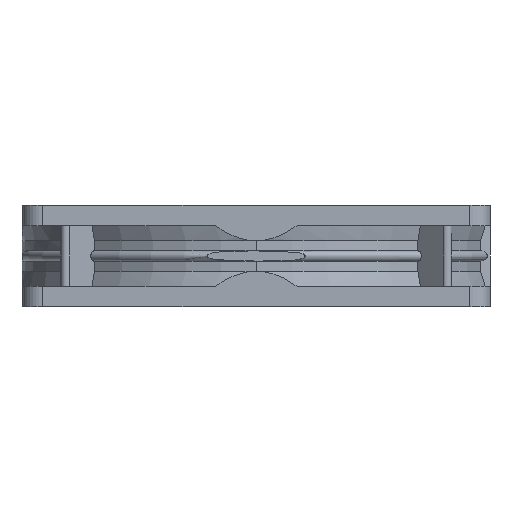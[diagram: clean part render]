
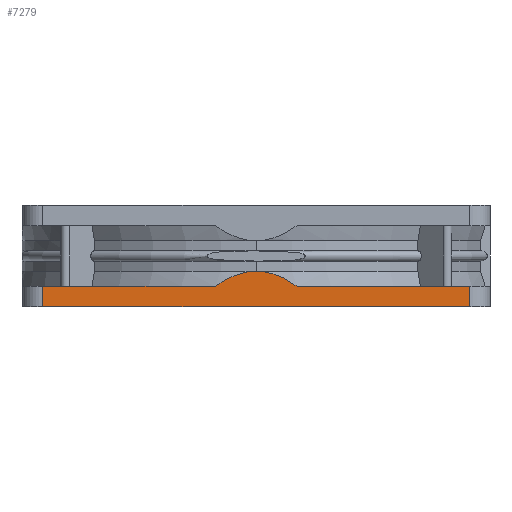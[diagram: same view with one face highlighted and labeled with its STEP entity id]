
A CAD part, front view. The second image highlights one B-rep face of the part: STEP entity #7279.
In plain terms, the highlighted planar face has unit normal (0, -1, 0).
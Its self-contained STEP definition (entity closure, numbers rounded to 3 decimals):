
#113 = CARTESIAN_POINT ( 'NONE',  ( -42., -46., 0. ) ) ;
#231 = ORIENTED_EDGE ( 'NONE', *, *, #4795, .F. ) ;
#317 = EDGE_CURVE ( 'NONE', #10057, #3967, #2474, .T. ) ;
#393 = EDGE_CURVE ( 'NONE', #9870, #468, #8473, .T. ) ;
#468 = VERTEX_POINT ( 'NONE', #2711 ) ;
#537 = CARTESIAN_POINT ( 'NONE',  ( 4.45, -46., 6.082 ) ) ;
#545 = CARTESIAN_POINT ( 'NONE',  ( 0., -46., 7. ) ) ;
#572 = CARTESIAN_POINT ( 'NONE',  ( 6.089, -46., 5.281 ) ) ;
#580 = CARTESIAN_POINT ( 'NONE',  ( -3.769, -46., 6.339 ) ) ;
#678 = LINE ( 'NONE', #2212, #3603 ) ;
#702 = CARTESIAN_POINT ( 'NONE',  ( -1.604, -46., 6.914 ) ) ;
#856 = CARTESIAN_POINT ( 'NONE',  ( 42., -46., 0. ) ) ;
#968 = CARTESIAN_POINT ( 'NONE',  ( 8.055, -46., 4. ) ) ;
#1272 = DIRECTION ( 'NONE',  ( 0., -1., 0. ) ) ;
#1303 = LINE ( 'NONE', #4256, #5406 ) ;
#1483 = CARTESIAN_POINT ( 'NONE',  ( 7.159, -46., 4.637 ) ) ;
#1566 = CARTESIAN_POINT ( 'NONE',  ( 5.954, -46., 5.356 ) ) ;
#1675 = DIRECTION ( 'NONE',  ( 0., 0., 1. ) ) ;
#1865 = ORIENTED_EDGE ( 'NONE', *, *, #393, .T. ) ;
#2212 = CARTESIAN_POINT ( 'NONE',  ( -42., -46., 0. ) ) ;
#2396 = CARTESIAN_POINT ( 'NONE',  ( 3.869, -46., 6.304 ) ) ;
#2474 = LINE ( 'NONE', #4793, #11354 ) ;
#2526 = EDGE_CURVE ( 'NONE', #10057, #7112, #2593, .T. ) ;
#2593 = LINE ( 'NONE', #7882, #5755 ) ;
#2600 = CARTESIAN_POINT ( 'NONE',  ( -6.647, -46., 5.041 ) ) ;
#2640 = CARTESIAN_POINT ( 'NONE',  ( -3.827, -46., 6.319 ) ) ;
#2711 = CARTESIAN_POINT ( 'NONE',  ( 0., -46., 7. ) ) ;
#2990 = B_SPLINE_CURVE_WITH_KNOTS ( 'NONE', 3,
 ( #545, #3625, #702, #7356, #6384, #9300, #12252, #580, #3553, #2640, #9370, #2600, #4533 ),
 .UNSPECIFIED., .F., .F.,
 ( 4, 1, 1, 1, 1, 1, 2, 2, 4 ),
 ( 0., 0.25, 0.375, 0.438, 0.469, 0.484, 0.492, 0.5, 1. ),
 .UNSPECIFIED. ) ;
#3509 = CARTESIAN_POINT ( 'NONE',  ( 5.567, -46., 5.567 ) ) ;
#3553 = CARTESIAN_POINT ( 'NONE',  ( -3.809, -46., 6.325 ) ) ;
#3603 = VECTOR ( 'NONE', #7934, 1000. ) ;
#3625 = CARTESIAN_POINT ( 'NONE',  ( -0.641, -46., 7. ) ) ;
#3900 = CARTESIAN_POINT ( 'NONE',  ( -42., -46., 4. ) ) ;
#3967 = VERTEX_POINT ( 'NONE', #10925 ) ;
#4256 = CARTESIAN_POINT ( 'NONE',  ( -42., -46., 4. ) ) ;
#4533 = CARTESIAN_POINT ( 'NONE',  ( -8.055, -46., 4. ) ) ;
#4725 = ORIENTED_EDGE ( 'NONE', *, *, #4911, .F. ) ;
#4793 = CARTESIAN_POINT ( 'NONE',  ( 42., -46., 0. ) ) ;
#4795 = EDGE_CURVE ( 'NONE', #7112, #9721, #678, .T. ) ;
#4911 = EDGE_CURVE ( 'NONE', #9721, #8737, #1303, .T. ) ;
#5221 = EDGE_CURVE ( 'NONE', #9870, #3967, #12483, .T. ) ;
#5241 = ORIENTED_EDGE ( 'NONE', *, *, #2526, .F. ) ;
#5302 = CARTESIAN_POINT ( 'NONE',  ( 6.222, -46., 5.205 ) ) ;
#5391 = ORIENTED_EDGE ( 'NONE', *, *, #11820, .T. ) ;
#5406 = VECTOR ( 'NONE', #10978, 1000. ) ;
#5755 = VECTOR ( 'NONE', #9609, 1000. ) ;
#5968 = DIRECTION ( 'NONE',  ( 0., 0., -1. ) ) ;
#6129 = ORIENTED_EDGE ( 'NONE', *, *, #5221, .F. ) ;
#6384 = CARTESIAN_POINT ( 'NONE',  ( -3.288, -46., 6.499 ) ) ;
#6777 = AXIS2_PLACEMENT_3D ( 'NONE', #7951, #1272, #5968 ) ;
#6882 = EDGE_LOOP ( 'NONE', ( #231, #5241, #10936, #6129, #1865, #5391, #4725 ) ) ;
#7112 = VERTEX_POINT ( 'NONE', #113 ) ;
#7184 = CARTESIAN_POINT ( 'NONE',  ( 3.935, -46., 6.28 ) ) ;
#7224 = CARTESIAN_POINT ( 'NONE',  ( 6.534, -46., 5.024 ) ) ;
#7279 = ADVANCED_FACE ( 'NONE', ( #8505 ), #9792, .T. ) ;
#7356 = CARTESIAN_POINT ( 'NONE',  ( -2.726, -46., 6.663 ) ) ;
#7804 = VECTOR ( 'NONE', #12555, 1000. ) ;
#7882 = CARTESIAN_POINT ( 'NONE',  ( 42., -46., 0. ) ) ;
#7934 = DIRECTION ( 'NONE',  ( 0., 0., 1. ) ) ;
#7951 = CARTESIAN_POINT ( 'NONE',  ( -46., -46., 0. ) ) ;
#8251 = CARTESIAN_POINT ( 'NONE',  ( 4.15, -46., 6.2 ) ) ;
#8294 = CARTESIAN_POINT ( 'NONE',  ( 8.055, -46., 4. ) ) ;
#8473 = B_SPLINE_CURVE_WITH_KNOTS ( 'NONE', 3,
 ( #8294, #9291, #1483, #7224, #5302, #572, #10138, #1566, #3509, #12078, #537, #8251, #10233, #7184, #10268, #2396, #11111, #11231, #12043 ),
 .UNSPECIFIED., .F., .F.,
 ( 4, 1, 1, 1, 2, 2, 1, 1, 1, 1, 2, 2, 4 ),
 ( 0., 0.125, 0.188, 0.219, 0.234, 0.25, 0.375, 0.438, 0.469, 0.484, 0.492, 0.5, 1. ),
 .UNSPECIFIED. ) ;
#8505 = FACE_OUTER_BOUND ( 'NONE', #6882, .T. ) ;
#8737 = VERTEX_POINT ( 'NONE', #9306 ) ;
#9291 = CARTESIAN_POINT ( 'NONE',  ( 7.696, -46., 4.265 ) ) ;
#9300 = CARTESIAN_POINT ( 'NONE',  ( -3.568, -46., 6.408 ) ) ;
#9306 = CARTESIAN_POINT ( 'NONE',  ( -8.055, -46., 4. ) ) ;
#9370 = CARTESIAN_POINT ( 'NONE',  ( -5.245, -46., 5.811 ) ) ;
#9609 = DIRECTION ( 'NONE',  ( -1., 0., 0. ) ) ;
#9721 = VERTEX_POINT ( 'NONE', #3900 ) ;
#9792 = PLANE ( 'NONE',  #6777 ) ;
#9870 = VERTEX_POINT ( 'NONE', #10708 ) ;
#10057 = VERTEX_POINT ( 'NONE', #856 ) ;
#10138 = CARTESIAN_POINT ( 'NONE',  ( 6., -46., 5.33 ) ) ;
#10233 = CARTESIAN_POINT ( 'NONE',  ( 3.999, -46., 6.256 ) ) ;
#10268 = CARTESIAN_POINT ( 'NONE',  ( 3.892, -46., 6.296 ) ) ;
#10708 = CARTESIAN_POINT ( 'NONE',  ( 8.055, -46., 4. ) ) ;
#10925 = CARTESIAN_POINT ( 'NONE',  ( 42., -46., 4. ) ) ;
#10936 = ORIENTED_EDGE ( 'NONE', *, *, #317, .T. ) ;
#10978 = DIRECTION ( 'NONE',  ( 1., 0., 0. ) ) ;
#11111 = CARTESIAN_POINT ( 'NONE',  ( 2.566, -46., 6.77 ) ) ;
#11231 = CARTESIAN_POINT ( 'NONE',  ( 1.283, -46., 7. ) ) ;
#11354 = VECTOR ( 'NONE', #1675, 1000. ) ;
#11820 = EDGE_CURVE ( 'NONE', #468, #8737, #2990, .T. ) ;
#12043 = CARTESIAN_POINT ( 'NONE',  ( 0., -46., 7. ) ) ;
#12078 = CARTESIAN_POINT ( 'NONE',  ( 5.052, -46., 5.824 ) ) ;
#12252 = CARTESIAN_POINT ( 'NONE',  ( -3.709, -46., 6.36 ) ) ;
#12483 = LINE ( 'NONE', #968, #7804 ) ;
#12555 = DIRECTION ( 'NONE',  ( 1., 0., 0. ) ) ;
